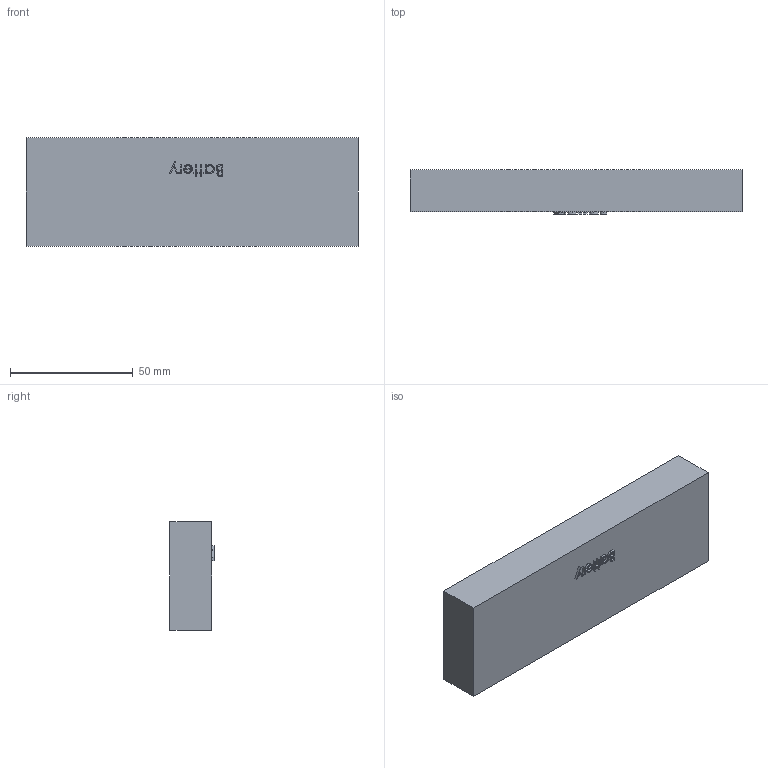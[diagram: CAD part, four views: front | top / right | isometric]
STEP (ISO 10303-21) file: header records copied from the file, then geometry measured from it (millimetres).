
FILE_DESCRIPTION (( 'STEP AP203' ), '1' );
FILE_NAME ('Battery_Default_sldprt.STEP', '2021-02-13T10:55:37', ( '' ), ( '' ), 'SwSTEP 2.0', 'SolidWorks 2019', '' );
FILE_SCHEMA (( 'CONFIG_CONTROL_DESIGN' ));
Length unit declared in the file: metre
Products named in the file (1): Battery_Default_sldprt
Bounding box: 135 x 18 x 44 mm (x, y, z)
Volume: 101007.2 mm3; surface area: 18093.9 mm2
Topology: 1 solids, 1 shells, 105 faces, 276 edges, 184 vertices
Faces by surface type: plane 72, bspline 33
Entity records: 4801 total; most frequent: CARTESIAN_POINT 2351, ORIENTED_EDGE 552, DIRECTION 356, EDGE_CURVE 276, LINE 210, VECTOR 210, VERTEX_POINT 184, EDGE_LOOP 116
